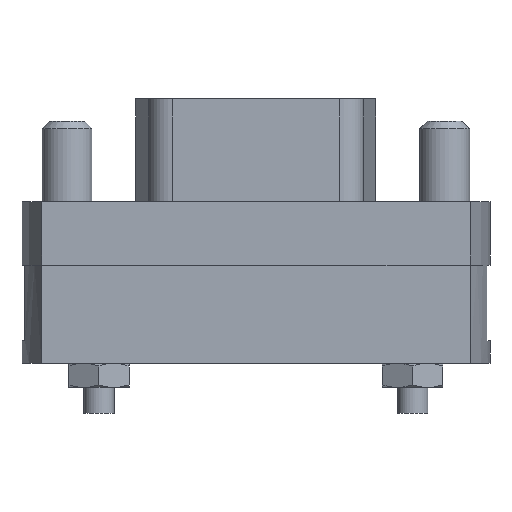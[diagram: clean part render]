
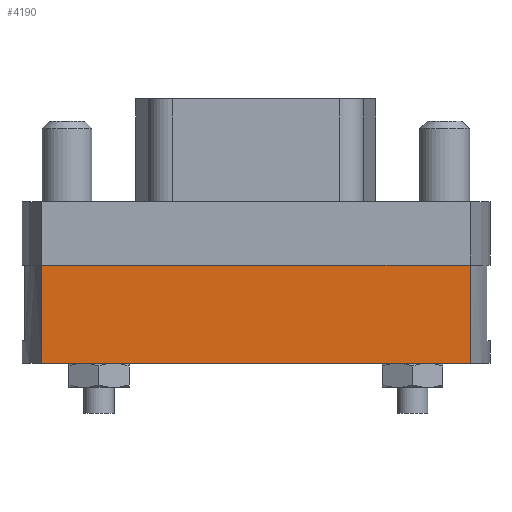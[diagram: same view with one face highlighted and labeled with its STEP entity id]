
A CAD part, front view. The second image highlights one B-rep face of the part: STEP entity #4190.
In plain terms, the highlighted planar face has unit normal (0, -1, 0).
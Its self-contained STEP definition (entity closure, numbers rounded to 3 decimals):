
#399 = CARTESIAN_POINT ( 'NONE',  ( 14.184, -6.25, -6.5 ) ) ;
#498 = AXIS2_PLACEMENT_3D ( 'NONE', #399, #1554, #5640 ) ;
#644 = LINE ( 'NONE', #1684, #6674 ) ;
#678 = EDGE_CURVE ( 'NONE', #6397, #3677, #4681, .T. ) ;
#923 = DIRECTION ( 'NONE',  ( 0., 0., 1. ) ) ;
#1001 = CARTESIAN_POINT ( 'NONE',  ( 14.184, -6.25, 0. ) ) ;
#1549 = ORIENTED_EDGE ( 'NONE', *, *, #7289, .T. ) ;
#1554 = DIRECTION ( 'NONE',  ( 0., -1., 0. ) ) ;
#1572 = VECTOR ( 'NONE', #923, 1000. ) ;
#1684 = CARTESIAN_POINT ( 'NONE',  ( 14.184, -6.25, -6.5 ) ) ;
#1944 = ORIENTED_EDGE ( 'NONE', *, *, #7189, .F. ) ;
#2110 = FACE_OUTER_BOUND ( 'NONE', #3501, .T. ) ;
#3088 = VECTOR ( 'NONE', #5786, 1000. ) ;
#3132 = CARTESIAN_POINT ( 'NONE',  ( -14.184, -6.25, -6.5 ) ) ;
#3501 = EDGE_LOOP ( 'NONE', ( #1944, #4336, #1549, #4131 ) ) ;
#3582 = CARTESIAN_POINT ( 'NONE',  ( -14.184, -6.25, 0. ) ) ;
#3677 = VERTEX_POINT ( 'NONE', #3582 ) ;
#3836 = CARTESIAN_POINT ( 'NONE',  ( -14.184, -6.25, -6.5 ) ) ;
#4009 = VECTOR ( 'NONE', #6256, 1000. ) ;
#4131 = ORIENTED_EDGE ( 'NONE', *, *, #5318, .T. ) ;
#4190 = ADVANCED_FACE ( 'NONE', ( #2110 ), #6800, .T. ) ;
#4336 = ORIENTED_EDGE ( 'NONE', *, *, #678, .F. ) ;
#4636 = LINE ( 'NONE', #5195, #3088 ) ;
#4681 = LINE ( 'NONE', #3836, #1572 ) ;
#4766 = VERTEX_POINT ( 'NONE', #6192 ) ;
#5195 = CARTESIAN_POINT ( 'NONE',  ( 14.184, -6.25, -6.5 ) ) ;
#5318 = EDGE_CURVE ( 'NONE', #6215, #4766, #644, .T. ) ;
#5543 = LINE ( 'NONE', #1001, #4009 ) ;
#5640 = DIRECTION ( 'NONE',  ( 1., 0., 0. ) ) ;
#5786 = DIRECTION ( 'NONE',  ( 1., 0., 0. ) ) ;
#5880 = CARTESIAN_POINT ( 'NONE',  ( 14.184, -6.25, -6.5 ) ) ;
#6192 = CARTESIAN_POINT ( 'NONE',  ( 14.184, -6.25, 0. ) ) ;
#6215 = VERTEX_POINT ( 'NONE', #5880 ) ;
#6256 = DIRECTION ( 'NONE',  ( 1., 0., 0. ) ) ;
#6397 = VERTEX_POINT ( 'NONE', #3132 ) ;
#6674 = VECTOR ( 'NONE', #6922, 1000. ) ;
#6800 = PLANE ( 'NONE',  #498 ) ;
#6922 = DIRECTION ( 'NONE',  ( 0., 0., 1. ) ) ;
#7189 = EDGE_CURVE ( 'NONE', #3677, #4766, #5543, .T. ) ;
#7289 = EDGE_CURVE ( 'NONE', #6397, #6215, #4636, .T. ) ;
